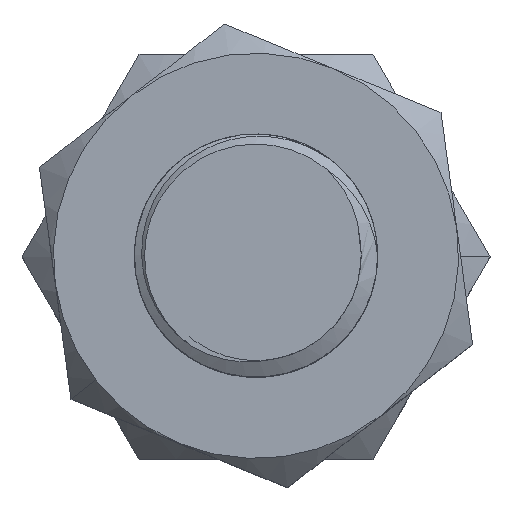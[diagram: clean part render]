
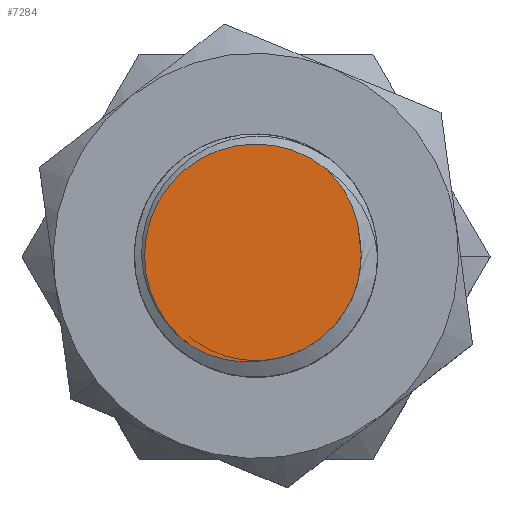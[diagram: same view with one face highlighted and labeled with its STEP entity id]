
A CAD part, top view. The second image highlights one B-rep face of the part: STEP entity #7284.
In plain terms, the highlighted planar face has unit normal (0, 0, 1).
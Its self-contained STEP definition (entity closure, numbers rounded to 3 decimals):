
#7 = CARTESIAN_POINT ( 'NONE',  ( 4.786, 2.334, 44.5 ) ) ;
#61 = CARTESIAN_POINT ( 'NONE',  ( 4.721, 2.492, 44.5 ) ) ;
#619 = CARTESIAN_POINT ( 'NONE',  ( 5.141, 0.697, 44.5 ) ) ;
#672 = CARTESIAN_POINT ( 'NONE',  ( 5.199, 0.014, 44.5 ) ) ;
#725 = ORIENTED_EDGE ( 'NONE', *, *, #829, .T. ) ;
#772 = CARTESIAN_POINT ( 'NONE',  ( 3.692, -3.661, 44.5 ) ) ;
#810 = CARTESIAN_POINT ( 'NONE',  ( 4.948, 1.856, 44.5 ) ) ;
#829 = EDGE_CURVE ( 'NONE', #9459, #5003, #6607, .T. ) ;
#1087 = EDGE_CURVE ( 'NONE', #10163, #8896, #6229, .T. ) ;
#1379 = AXIS2_PLACEMENT_3D ( 'NONE', #9060, #1787, #5832 ) ;
#1525 = DIRECTION ( 'NONE',  ( 1., 0., 0. ) ) ;
#1787 = DIRECTION ( 'NONE',  ( 0., 0., 1. ) ) ;
#1852 = CARTESIAN_POINT ( 'NONE',  ( -2.6, -4.8, 44.5 ) ) ;
#1972 = ORIENTED_EDGE ( 'NONE', *, *, #5168, .T. ) ;
#2068 = CARTESIAN_POINT ( 'NONE',  ( 0.365, -5.213, 44.5 ) ) ;
#2266 = CARTESIAN_POINT ( 'NONE',  ( 2.321, -4.652, 44.5 ) ) ;
#2319 = CARTESIAN_POINT ( 'NONE',  ( 3.923, -3.412, 44.5 ) ) ;
#2374 = DIRECTION ( 'NONE',  ( 0., 0., 1. ) ) ;
#2991 = CARTESIAN_POINT ( 'NONE',  ( -3.193, -4.478, 44.5 ) ) ;
#3217 = CARTESIAN_POINT ( 'NONE',  ( 3.186, -4.108, 44.5 ) ) ;
#3239 = CARTESIAN_POINT ( 'NONE',  ( 3.468, 4.269, 44.5 ) ) ;
#3255 = CARTESIAN_POINT ( 'NONE',  ( 4.506, 2.951, 44.5 ) ) ;
#3307 = CARTESIAN_POINT ( 'NONE',  ( 3.712, 4.038, 44.5 ) ) ;
#3398 = VERTEX_POINT ( 'NONE', #8074 ) ;
#3605 = CARTESIAN_POINT ( 'NONE',  ( -2.903, -4.654, 44.5 ) ) ;
#3848 = ORIENTED_EDGE ( 'NONE', *, *, #9814, .T. ) ;
#3919 = CARTESIAN_POINT ( 'NONE',  ( 5.141, 0.697, 44.5 ) ) ;
#4068 = CARTESIAN_POINT ( 'NONE',  ( 5.103, -0.996, 44.5 ) ) ;
#4107 = CARTESIAN_POINT ( 'NONE',  ( 3.468, 4.269, 44.5 ) ) ;
#4114 = B_SPLINE_CURVE_WITH_KNOTS ( 'NONE', 3,
 ( #4825, #6421, #8800, #7958, #2266, #5516, #3217, #772, #2319, #8895, #7167, #10353, #5614, #4068, #4874, #672, #9653, #3919 ),
 .UNSPECIFIED., .F., .F.,
 ( 4, 2, 2, 2, 2, 2, 2, 2, 4 ),
 ( 0., 0.001, 0.002, 0.003, 0.004, 0.005, 0.006, 0.007, 0.008 ),
 .UNSPECIFIED. ) ;
#4246 = ORIENTED_EDGE ( 'NONE', *, *, #1087, .T. ) ;
#4411 = CARTESIAN_POINT ( 'NONE',  ( 0.697, -5.141, 44.5 ) ) ;
#4662 = CARTESIAN_POINT ( 'NONE',  ( 0., 0., 44.5 ) ) ;
#4825 = CARTESIAN_POINT ( 'NONE',  ( 0.697, -5.141, 44.5 ) ) ;
#4874 = CARTESIAN_POINT ( 'NONE',  ( 5.157, -0.663, 44.5 ) ) ;
#4915 = CARTESIAN_POINT ( 'NONE',  ( 4.335, 3.239, 44.5 ) ) ;
#5003 = VERTEX_POINT ( 'NONE', #7643 ) ;
#5113 = CARTESIAN_POINT ( 'NONE',  ( -1.646, -5.123, 44.5 ) ) ;
#5135 = EDGE_CURVE ( 'NONE', #5003, #10163, #4114, .T. ) ;
#5168 = EDGE_CURVE ( 'NONE', #8896, #3398, #6060, .T. ) ;
#5328 = CARTESIAN_POINT ( 'NONE',  ( -3.193, -4.478, 44.5 ) ) ;
#5516 = CARTESIAN_POINT ( 'NONE',  ( 2.909, -4.309, 44.5 ) ) ;
#5563 = CARTESIAN_POINT ( 'NONE',  ( 0., 0., 44.5 ) ) ;
#5614 = CARTESIAN_POINT ( 'NONE',  ( 4.93, -1.651, 44.5 ) ) ;
#5651 = CARTESIAN_POINT ( 'NONE',  ( 5.141, 0.697, 44.5 ) ) ;
#5824 = EDGE_LOOP ( 'NONE', ( #9885, #4246, #1972, #3848, #725 ) ) ;
#5832 = DIRECTION ( 'NONE',  ( 1., 0., 0. ) ) ;
#6007 = CARTESIAN_POINT ( 'NONE',  ( 0.026, -5.251, 44.5 ) ) ;
#6060 = CIRCLE ( 'NONE', #7254, 5.5 ) ;
#6120 = CARTESIAN_POINT ( 'NONE',  ( -0.644, -5.262, 44.5 ) ) ;
#6229 = B_SPLINE_CURVE_WITH_KNOTS ( 'NONE', 3,
 ( #5651, #8095, #6511, #810, #7307, #7, #61, #3255, #4915, #8147, #3307, #4107 ),
 .UNSPECIFIED., .F., .F.,
 ( 4, 2, 2, 2, 2, 4 ),
 ( 0., 0.001, 0.002, 0.002, 0.003, 0.004 ),
 .UNSPECIFIED. ) ;
#6421 = CARTESIAN_POINT ( 'NONE',  ( 1.036, -5.095, 44.5 ) ) ;
#6511 = CARTESIAN_POINT ( 'NONE',  ( 5.071, 1.368, 44.5 ) ) ;
#6607 = B_SPLINE_CURVE_WITH_KNOTS ( 'NONE', 3,
 ( #5328, #3605, #1852, #9939, #5113, #6806, #6120, #6007, #2068, #4411 ),
 .UNSPECIFIED., .F., .F.,
 ( 4, 2, 2, 2, 4 ),
 ( 0.004, 0.005, 0.006, 0.007, 0.008 ),
 .UNSPECIFIED. ) ;
#6646 = CIRCLE ( 'NONE', #1379, 5.5 ) ;
#6806 = CARTESIAN_POINT ( 'NONE',  ( -0.978, -5.237, 44.5 ) ) ;
#7167 = CARTESIAN_POINT ( 'NONE',  ( 4.513, -2.581, 44.5 ) ) ;
#7254 = AXIS2_PLACEMENT_3D ( 'NONE', #5563, #2374, #1525 ) ;
#7284 = ADVANCED_FACE ( 'NONE', ( #8886 ), #10344, .T. ) ;
#7307 = CARTESIAN_POINT ( 'NONE',  ( 4.899, 2.017, 44.5 ) ) ;
#7643 = CARTESIAN_POINT ( 'NONE',  ( 0.697, -5.141, 44.5 ) ) ;
#7786 = AXIS2_PLACEMENT_3D ( 'NONE', #4662, #8049, #8689 ) ;
#7958 = CARTESIAN_POINT ( 'NONE',  ( 2.013, -4.794, 44.5 ) ) ;
#8049 = DIRECTION ( 'NONE',  ( 0., 0., 1. ) ) ;
#8074 = CARTESIAN_POINT ( 'NONE',  ( -5.5, 0., 44.5 ) ) ;
#8095 = CARTESIAN_POINT ( 'NONE',  ( 5.122, 1.036, 44.5 ) ) ;
#8147 = CARTESIAN_POINT ( 'NONE',  ( 3.94, 3.782, 44.5 ) ) ;
#8689 = DIRECTION ( 'NONE',  ( 1., 0., 0. ) ) ;
#8800 = CARTESIAN_POINT ( 'NONE',  ( 1.37, -5.015, 44.5 ) ) ;
#8886 = FACE_OUTER_BOUND ( 'NONE', #5824, .T. ) ;
#8895 = CARTESIAN_POINT ( 'NONE',  ( 4.336, -2.869, 44.5 ) ) ;
#8896 = VERTEX_POINT ( 'NONE', #3239 ) ;
#9060 = CARTESIAN_POINT ( 'NONE',  ( 0., 0., 44.5 ) ) ;
#9459 = VERTEX_POINT ( 'NONE', #2991 ) ;
#9653 = CARTESIAN_POINT ( 'NONE',  ( 5.187, 0.358, 44.5 ) ) ;
#9814 = EDGE_CURVE ( 'NONE', #3398, #9459, #6646, .T. ) ;
#9885 = ORIENTED_EDGE ( 'NONE', *, *, #5135, .T. ) ;
#9939 = CARTESIAN_POINT ( 'NONE',  ( -1.973, -5.034, 44.5 ) ) ;
#10163 = VERTEX_POINT ( 'NONE', #619 ) ;
#10344 = PLANE ( 'NONE',  #7786 ) ;
#10353 = CARTESIAN_POINT ( 'NONE',  ( 4.81, -1.974, 44.5 ) ) ;
